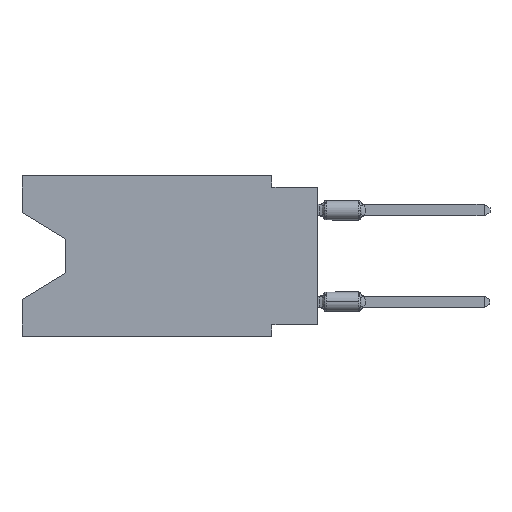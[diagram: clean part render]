
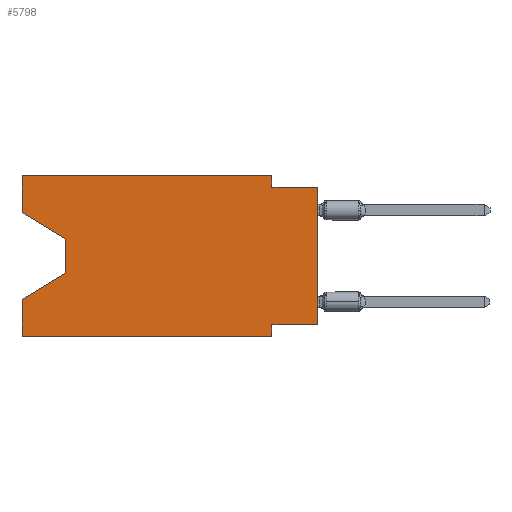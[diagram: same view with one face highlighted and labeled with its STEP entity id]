
A CAD part, left-side view. The second image highlights one B-rep face of the part: STEP entity #5798.
In plain terms, the highlighted planar face has unit normal (-1, 0, 0).
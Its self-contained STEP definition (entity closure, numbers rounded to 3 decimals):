
#38 = ORIENTED_EDGE ( 'NONE', *, *, #2596, .T. ) ;
#365 = CARTESIAN_POINT ( 'NONE',  ( 0., 16.383, 0. ) ) ;
#538 = VECTOR ( 'NONE', #14359, 1000. ) ;
#599 = VERTEX_POINT ( 'NONE', #3291 ) ;
#781 = DIRECTION ( 'NONE',  ( 0., 0.855, -0.519 ) ) ;
#871 = LINE ( 'NONE', #3669, #6419 ) ;
#1098 = EDGE_CURVE ( 'NONE', #15629, #8136, #2488, .T. ) ;
#1104 = CARTESIAN_POINT ( 'NONE',  ( 0., 16.383, 0. ) ) ;
#1119 = EDGE_CURVE ( 'NONE', #14567, #16716, #14130, .T. ) ;
#1361 = VECTOR ( 'NONE', #781, 1000. ) ;
#1485 = CARTESIAN_POINT ( 'NONE',  ( 0., 13.97, -5.385 ) ) ;
#1579 = VECTOR ( 'NONE', #11816, 1000. ) ;
#1637 = VECTOR ( 'NONE', #11237, 1000. ) ;
#1949 = CARTESIAN_POINT ( 'NONE',  ( 0., 16.383, -6.852 ) ) ;
#2138 = VERTEX_POINT ( 'NONE', #10411 ) ;
#2212 = LINE ( 'NONE', #16651, #8497 ) ;
#2241 = LINE ( 'NONE', #7503, #1637 ) ;
#2264 = ORIENTED_EDGE ( 'NONE', *, *, #11481, .F. ) ;
#2410 = VECTOR ( 'NONE', #10779, 1000. ) ;
#2488 = LINE ( 'NONE', #15147, #11952 ) ;
#2596 = EDGE_CURVE ( 'NONE', #10617, #3867, #3098, .T. ) ;
#2667 = ORIENTED_EDGE ( 'NONE', *, *, #6872, .F. ) ;
#2846 = EDGE_CURVE ( 'NONE', #6808, #9300, #2212, .T. ) ;
#3098 = LINE ( 'NONE', #9377, #15568 ) ;
#3251 = LINE ( 'NONE', #5796, #11019 ) ;
#3291 = CARTESIAN_POINT ( 'NONE',  ( 0., 16.383, 0. ) ) ;
#3669 = CARTESIAN_POINT ( 'NONE',  ( 0., 16.383, 0. ) ) ;
#3752 = ORIENTED_EDGE ( 'NONE', *, *, #14940, .T. ) ;
#3867 = VERTEX_POINT ( 'NONE', #16014 ) ;
#3999 = CARTESIAN_POINT ( 'NONE',  ( 0., 2.54, -8.89 ) ) ;
#5004 = DIRECTION ( 'NONE',  ( 0., 0., -1. ) ) ;
#5363 = EDGE_CURVE ( 'NONE', #9778, #2138, #13093, .T. ) ;
#5390 = CARTESIAN_POINT ( 'NONE',  ( 0., 0., -0.635 ) ) ;
#5464 = DIRECTION ( 'NONE',  ( 0., 0., 1. ) ) ;
#5796 = CARTESIAN_POINT ( 'NONE',  ( 0., 0., -8.255 ) ) ;
#5798 = ADVANCED_FACE ( 'NONE', ( #12734 ), #15625, .F. ) ;
#5875 = ORIENTED_EDGE ( 'NONE', *, *, #10038, .F. ) ;
#6122 = ORIENTED_EDGE ( 'NONE', *, *, #11601, .F. ) ;
#6300 = EDGE_LOOP ( 'NONE', ( #8839, #3752, #15730, #6122, #38, #5875, #2667, #10929, #9290, #13125, #13906, #2264 ) ) ;
#6419 = VECTOR ( 'NONE', #12678, 1000. ) ;
#6539 = CARTESIAN_POINT ( 'NONE',  ( 0., 16.383, 0. ) ) ;
#6635 = CARTESIAN_POINT ( 'NONE',  ( 0., 16.383, -2.038 ) ) ;
#6801 = VECTOR ( 'NONE', #8173, 1000. ) ;
#6808 = VERTEX_POINT ( 'NONE', #9287 ) ;
#6872 = EDGE_CURVE ( 'NONE', #15629, #10846, #3251, .T. ) ;
#7036 = EDGE_CURVE ( 'NONE', #599, #6808, #871, .T. ) ;
#7503 = CARTESIAN_POINT ( 'NONE',  ( 0., 0., -0.635 ) ) ;
#8136 = VERTEX_POINT ( 'NONE', #5390 ) ;
#8173 = DIRECTION ( 'NONE',  ( 0., 0., -1. ) ) ;
#8252 = CARTESIAN_POINT ( 'NONE',  ( 0., 16.383, -2.038 ) ) ;
#8497 = VECTOR ( 'NONE', #5004, 1000. ) ;
#8839 = ORIENTED_EDGE ( 'NONE', *, *, #5363, .T. ) ;
#8850 = CARTESIAN_POINT ( 'NONE',  ( 0., 13.97, -5.385 ) ) ;
#8939 = DIRECTION ( 'NONE',  ( 0., 0., 1. ) ) ;
#9151 = CARTESIAN_POINT ( 'NONE',  ( 0., 2.54, -0.635 ) ) ;
#9161 = DIRECTION ( 'NONE',  ( 0., 0., -1. ) ) ;
#9287 = CARTESIAN_POINT ( 'NONE',  ( 0., 2.54, 0. ) ) ;
#9290 = ORIENTED_EDGE ( 'NONE', *, *, #11146, .F. ) ;
#9300 = VERTEX_POINT ( 'NONE', #9151 ) ;
#9377 = CARTESIAN_POINT ( 'NONE',  ( 0., 16.383, -8.89 ) ) ;
#9681 = CARTESIAN_POINT ( 'NONE',  ( 0., 13.97, -3.505 ) ) ;
#9778 = VERTEX_POINT ( 'NONE', #8252 ) ;
#10038 = EDGE_CURVE ( 'NONE', #10846, #3867, #14523, .T. ) ;
#10411 = CARTESIAN_POINT ( 'NONE',  ( 0., 13.97, -3.505 ) ) ;
#10617 = VERTEX_POINT ( 'NONE', #10927 ) ;
#10779 = DIRECTION ( 'NONE',  ( 0., 0., -1. ) ) ;
#10819 = DIRECTION ( 'NONE',  ( 0., -1., 0. ) ) ;
#10846 = VERTEX_POINT ( 'NONE', #11683 ) ;
#10927 = CARTESIAN_POINT ( 'NONE',  ( 0., 16.383, -8.89 ) ) ;
#10929 = ORIENTED_EDGE ( 'NONE', *, *, #1098, .T. ) ;
#10979 = DIRECTION ( 'NONE',  ( 0., 1., 0. ) ) ;
#11019 = VECTOR ( 'NONE', #10979, 1000. ) ;
#11146 = EDGE_CURVE ( 'NONE', #9300, #8136, #2241, .T. ) ;
#11237 = DIRECTION ( 'NONE',  ( 0., -1., 0. ) ) ;
#11481 = EDGE_CURVE ( 'NONE', #9778, #599, #12988, .T. ) ;
#11601 = EDGE_CURVE ( 'NONE', #10617, #16716, #14554, .T. ) ;
#11683 = CARTESIAN_POINT ( 'NONE',  ( 0., 2.54, -8.255 ) ) ;
#11816 = DIRECTION ( 'NONE',  ( 0., -0.855, -0.519 ) ) ;
#11952 = VECTOR ( 'NONE', #8939, 1000. ) ;
#12678 = DIRECTION ( 'NONE',  ( 0., -1., 0. ) ) ;
#12705 = CARTESIAN_POINT ( 'NONE',  ( 0., 0., -8.255 ) ) ;
#12734 = FACE_OUTER_BOUND ( 'NONE', #6300, .T. ) ;
#12988 = LINE ( 'NONE', #6539, #538 ) ;
#13093 = LINE ( 'NONE', #6635, #1579 ) ;
#13125 = ORIENTED_EDGE ( 'NONE', *, *, #2846, .F. ) ;
#13196 = VECTOR ( 'NONE', #5464, 1000. ) ;
#13272 = LINE ( 'NONE', #9681, #6801 ) ;
#13906 = ORIENTED_EDGE ( 'NONE', *, *, #7036, .F. ) ;
#14130 = LINE ( 'NONE', #8850, #1361 ) ;
#14359 = DIRECTION ( 'NONE',  ( 0., 0., 1. ) ) ;
#14523 = LINE ( 'NONE', #3999, #2410 ) ;
#14554 = LINE ( 'NONE', #365, #13196 ) ;
#14567 = VERTEX_POINT ( 'NONE', #1485 ) ;
#14798 = AXIS2_PLACEMENT_3D ( 'NONE', #1104, #16642, #9161 ) ;
#14940 = EDGE_CURVE ( 'NONE', #2138, #14567, #13272, .T. ) ;
#15147 = CARTESIAN_POINT ( 'NONE',  ( 0., 0., 0. ) ) ;
#15568 = VECTOR ( 'NONE', #10819, 1000. ) ;
#15625 = PLANE ( 'NONE',  #14798 ) ;
#15629 = VERTEX_POINT ( 'NONE', #12705 ) ;
#15730 = ORIENTED_EDGE ( 'NONE', *, *, #1119, .T. ) ;
#16014 = CARTESIAN_POINT ( 'NONE',  ( 0., 2.54, -8.89 ) ) ;
#16642 = DIRECTION ( 'NONE',  ( 1., 0., 0. ) ) ;
#16651 = CARTESIAN_POINT ( 'NONE',  ( 0., 2.54, 0. ) ) ;
#16716 = VERTEX_POINT ( 'NONE', #1949 ) ;
